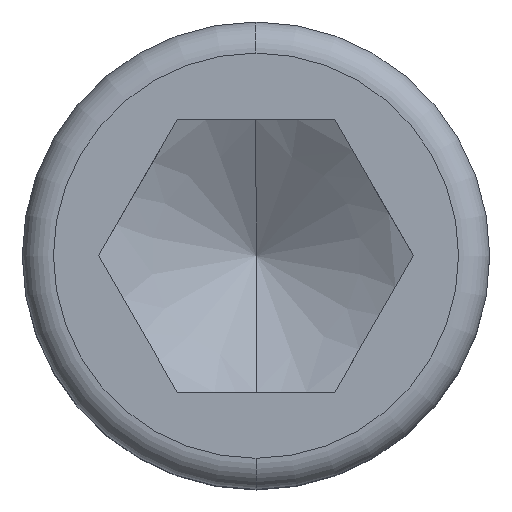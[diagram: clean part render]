
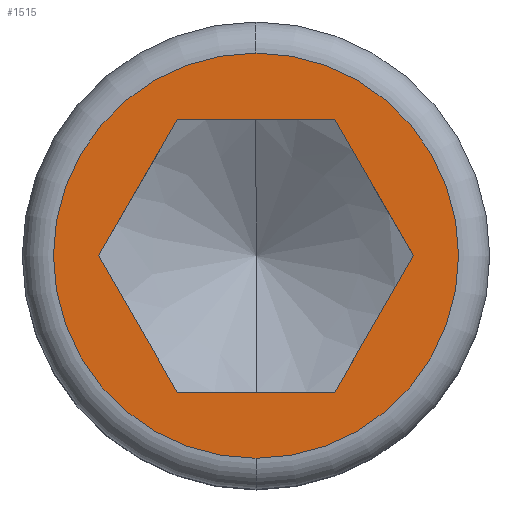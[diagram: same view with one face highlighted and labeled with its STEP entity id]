
A CAD part, top view. The second image highlights one B-rep face of the part: STEP entity #1515.
In plain terms, the highlighted planar face has unit normal (0, 0, 1).
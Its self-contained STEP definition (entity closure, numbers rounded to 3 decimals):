
#817=EDGE_CURVE('',#2339,#1541,#2394,.T.);
#911=EDGE_CURVE('',#1541,#1289,#2498,.T.);
#1007=EDGE_CURVE('',#2279,#1145,#2605,.T.);
#1073=VERTEX_POINT('',#2681);
#1075=VERTEX_POINT('',#2683);
#1145=VERTEX_POINT('',#2764);
#1249=EDGE_CURVE('',#1289,#2279,#2882,.T.);
#1289=VERTEX_POINT('',#2926);
#1515=ADVANCED_FACE('',(#3187,#3188),#3189,.T.);
#1541=VERTEX_POINT('',#3216);
#1645=EDGE_CURVE('',#1075,#2339,#3335,.T.);
#1785=EDGE_CURVE('',#1145,#1075,#3505,.T.);
#1903=VERTEX_POINT('',#3637);
#2031=EDGE_CURVE('',#1903,#1073,#3787,.T.);
#2277=EDGE_CURVE('',#1073,#1903,#4060,.T.);
#2279=VERTEX_POINT('',#4062);
#2339=VERTEX_POINT('',#4129);
#2394=LINE('',#4179,#4180);
#2498=LINE('',#4328,#4329);
#2605=LINE('',#4471,#4472);
#2681=CARTESIAN_POINT('',(0.,10.4,16.));
#2683=CARTESIAN_POINT('',(-4.042,-7.002,16.));
#2764=CARTESIAN_POINT('',(4.043,-7.002,16.));
#2882=LINE('',#4860,#4861);
#2926=CARTESIAN_POINT('',(4.043,7.002,16.));
#3187=FACE_BOUND('',#5316,.T.);
#3188=FACE_OUTER_BOUND('',#5317,.T.);
#3189=PLANE('',#5318);
#3216=CARTESIAN_POINT('',(-4.043,7.002,16.));
#3335=LINE('',#5534,#5535);
#3505=LINE('',#5750,#5751);
#3637=CARTESIAN_POINT('',(0.,-10.4,16.));
#3787=CIRCLE('',#6141,10.4);
#4060=CIRCLE('',#6542,10.4);
#4062=CARTESIAN_POINT('',(8.085,0.0,16.));
#4129=CARTESIAN_POINT('',(-8.085,0.0,16.));
#4179=CARTESIAN_POINT('',(-5.053,5.251,16.));
#4180=VECTOR('',#6705,1.0);
#4328=CARTESIAN_POINT('',(2.021,7.002,16.));
#4329=VECTOR('',#6815,1.0);
#4471=CARTESIAN_POINT('',(5.053,-5.251,16.));
#4472=VECTOR('',#6934,1.0);
#4860=CARTESIAN_POINT('',(7.074,1.75,16.));
#4861=VECTOR('',#7297,1.0);
#5316=EDGE_LOOP('',(#7662,#7663,#7664,#7665,#7666,#7667));
#5317=EDGE_LOOP('',(#7668,#7669));
#5318=AXIS2_PLACEMENT_3D('',#7670,#7671,#7672);
#5534=CARTESIAN_POINT('',(-7.074,-1.75,16.));
#5535=VECTOR('',#7834,1.0);
#5750=CARTESIAN_POINT('',(-2.021,-7.002,16.));
#5751=VECTOR('',#8087,1.0);
#6141=AXIS2_PLACEMENT_3D('',#8429,#8430,#8431);
#6542=AXIS2_PLACEMENT_3D('',#8756,#8757,#8758);
#6705=DIRECTION('',(0.5,0.866,0.0));
#6815=DIRECTION('',(1.0,0.0,0.0));
#6934=DIRECTION('',(-0.5,-0.866,0.0));
#7297=DIRECTION('',(0.5,-0.866,0.0));
#7662=ORIENTED_EDGE('',*,*,#1645,.T.);
#7663=ORIENTED_EDGE('',*,*,#817,.T.);
#7664=ORIENTED_EDGE('',*,*,#911,.T.);
#7665=ORIENTED_EDGE('',*,*,#1249,.T.);
#7666=ORIENTED_EDGE('',*,*,#1007,.T.);
#7667=ORIENTED_EDGE('',*,*,#1785,.T.);
#7668=ORIENTED_EDGE('',*,*,#2031,.T.);
#7669=ORIENTED_EDGE('',*,*,#2277,.T.);
#7670=CARTESIAN_POINT('',(0.,-10.043,16.));
#7671=DIRECTION('',(0.0,0.0,1.0));
#7672=DIRECTION('',(0.,-1.0,0.0));
#7834=DIRECTION('',(-0.5,0.866,0.0));
#8087=DIRECTION('',(-1.0,0.0,0.0));
#8429=CARTESIAN_POINT('',(0.,0.,16.));
#8430=DIRECTION('',(0.0,0.0,1.0));
#8431=DIRECTION('',(-1.0,0.0,0.0));
#8756=CARTESIAN_POINT('',(0.,0.,16.));
#8757=DIRECTION('',(0.0,0.0,1.0));
#8758=DIRECTION('',(-1.0,0.0,0.0));
